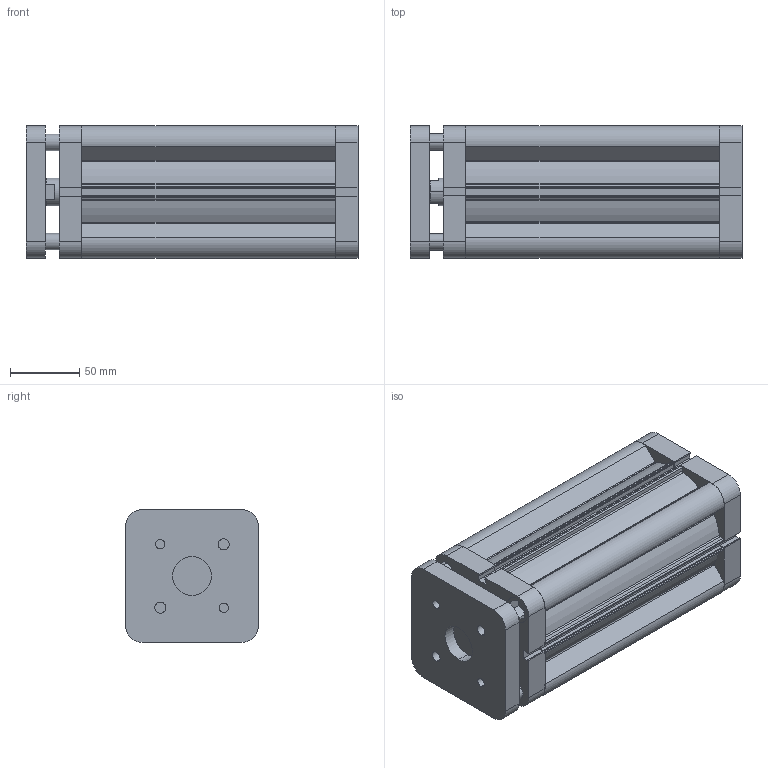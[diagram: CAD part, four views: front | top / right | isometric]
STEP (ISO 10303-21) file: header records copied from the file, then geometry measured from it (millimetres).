
FILE_DESCRIPTION (( 'STEP AP214' ), '1' );
FILE_NAME ('KCY-80-160-CYLINDER.STEP', '2013-07-24T14:59:13', ( '' ), ( '' ), 'SwSTEP 2.0', 'SolidWorks 2010', '' );
FILE_SCHEMA (( 'AUTOMOTIVE_DESIGN' ));
Length unit declared in the file: millimetre
Products named in the file (6): KCY 80  ARKA KAPAK; KCY  80 烰 KAPAK; KCY  80  M尳; KCY 80  BORU_Varsayýlan; 80 KCY  BAÐ. BRAKET; KCY-80-160-CYLINDER
Assembly tree (5 placements, depth 2):
  KCY-80-160-CYLINDER
    KCY  80 烰 KAPAK
    KCY  80  M尳
    KCY 80  BORU_Varsayýlan
    80 KCY  BAÐ. BRAKET
    KCY 80  ARKA KAPAK
Bounding box: 240.5 x 96 x 96 mm (x, y, z)
Volume: 963907.1 mm3; surface area: 298280.9 mm2
Topology: 5 solids, 5 shells, 350 faces, 924 edges, 610 vertices
Faces by surface type: plane 189, cylinder 144, cone 17
Entity records: 11419 total; most frequent: DIRECTION 1937, CARTESIAN_POINT 1908, ORIENTED_EDGE 1844, EDGE_CURVE 922, AXIS2_PLACEMENT_3D 663, LINE 611, VECTOR 611, VERTEX_POINT 610
